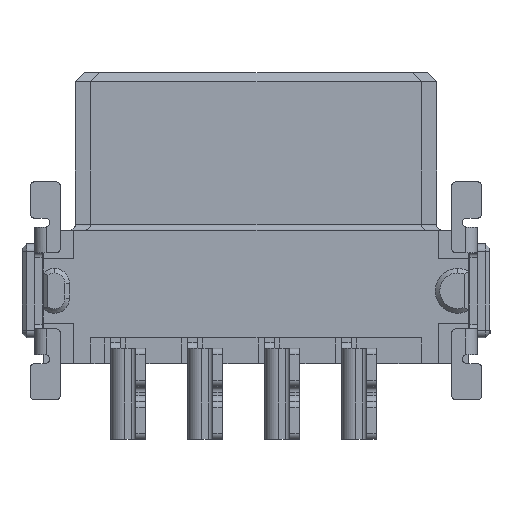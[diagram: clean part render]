
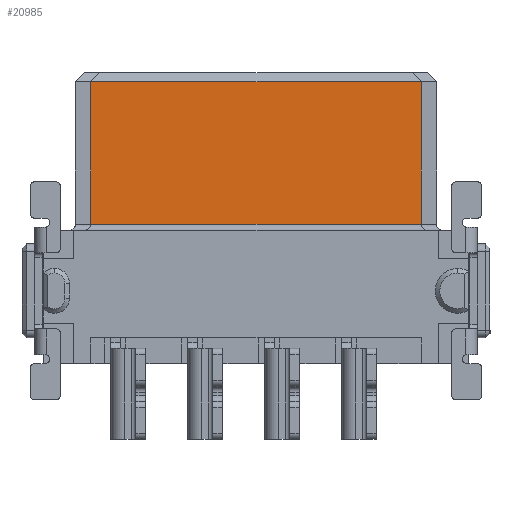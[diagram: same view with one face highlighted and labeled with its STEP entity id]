
A CAD part, front view. The second image highlights one B-rep face of the part: STEP entity #20985.
In plain terms, the highlighted planar face has unit normal (0, -1, 0).
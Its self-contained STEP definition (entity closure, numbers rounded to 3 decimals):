
#263 = DIRECTION ( 'NONE',  ( 0., 0., 1. ) ) ;
#555 = VECTOR ( 'NONE', #10963, 1000. ) ;
#1041 = EDGE_LOOP ( 'NONE', ( #3391, #1631, #1114, #4965 ) ) ;
#1114 = ORIENTED_EDGE ( 'NONE', *, *, #20302, .T. ) ;
#1358 = CARTESIAN_POINT ( 'NONE',  ( -5.455, 0.575, 4.4 ) ) ;
#1631 = ORIENTED_EDGE ( 'NONE', *, *, #3324, .T. ) ;
#1733 = EDGE_CURVE ( 'NONE', #16200, #20877, #14620, .T. ) ;
#1745 = CARTESIAN_POINT ( 'NONE',  ( 7.02, 0.575, 9.3 ) ) ;
#2181 = DIRECTION ( 'NONE',  ( 0., 0., 1. ) ) ;
#3324 = EDGE_CURVE ( 'NONE', #20877, #14733, #13917, .T. ) ;
#3391 = ORIENTED_EDGE ( 'NONE', *, *, #1733, .T. ) ;
#3435 = CARTESIAN_POINT ( 'NONE',  ( 5.455, 0.575, 9.3 ) ) ;
#3574 = VERTEX_POINT ( 'NONE', #10223 ) ;
#4350 = CARTESIAN_POINT ( 'NONE',  ( -7.02, 0.575, 4.6 ) ) ;
#4877 = LINE ( 'NONE', #4350, #555 ) ;
#4965 = ORIENTED_EDGE ( 'NONE', *, *, #6387, .T. ) ;
#5207 = VECTOR ( 'NONE', #2181, 1000. ) ;
#6387 = EDGE_CURVE ( 'NONE', #3574, #16200, #4877, .T. ) ;
#6929 = CARTESIAN_POINT ( 'NONE',  ( 5.455, 0.575, 4.4 ) ) ;
#8367 = VECTOR ( 'NONE', #20889, 1000. ) ;
#9963 = DIRECTION ( 'NONE',  ( 0., 1., 0. ) ) ;
#10223 = CARTESIAN_POINT ( 'NONE',  ( -5.455, 0.575, 4.6 ) ) ;
#10963 = DIRECTION ( 'NONE',  ( 1., 0., 0. ) ) ;
#12166 = FACE_OUTER_BOUND ( 'NONE', #1041, .T. ) ;
#13917 = LINE ( 'NONE', #1745, #19727 ) ;
#14620 = LINE ( 'NONE', #6929, #5207 ) ;
#14733 = VERTEX_POINT ( 'NONE', #17848 ) ;
#14738 = CARTESIAN_POINT ( 'NONE',  ( -7.02, 0.575, 9.6 ) ) ;
#15304 = AXIS2_PLACEMENT_3D ( 'NONE', #14738, #9963, #263 ) ;
#16200 = VERTEX_POINT ( 'NONE', #18787 ) ;
#16781 = DIRECTION ( 'NONE',  ( -1., 0., 0. ) ) ;
#17848 = CARTESIAN_POINT ( 'NONE',  ( -5.455, 0.575, 9.3 ) ) ;
#18777 = LINE ( 'NONE', #1358, #8367 ) ;
#18787 = CARTESIAN_POINT ( 'NONE',  ( 5.455, 0.575, 4.6 ) ) ;
#19683 = PLANE ( 'NONE',  #15304 ) ;
#19727 = VECTOR ( 'NONE', #16781, 1000. ) ;
#20302 = EDGE_CURVE ( 'NONE', #14733, #3574, #18777, .T. ) ;
#20877 = VERTEX_POINT ( 'NONE', #3435 ) ;
#20889 = DIRECTION ( 'NONE',  ( 0., 0., -1. ) ) ;
#20985 = ADVANCED_FACE ( 'NONE', ( #12166 ), #19683, .F. ) ;
